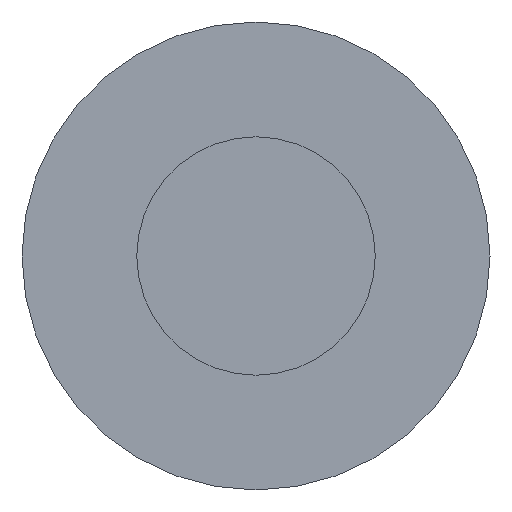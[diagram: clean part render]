
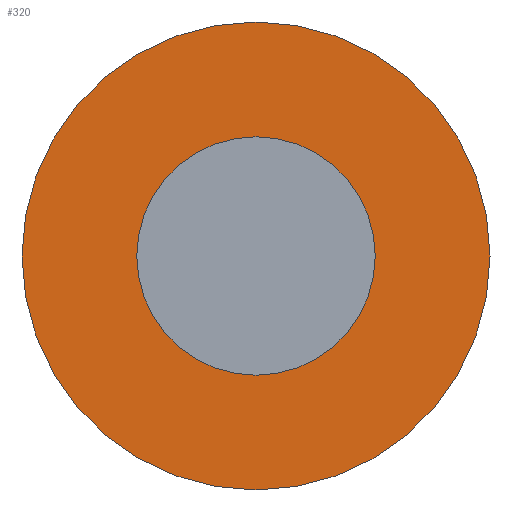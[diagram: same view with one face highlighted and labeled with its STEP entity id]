
A CAD part, front view. The second image highlights one B-rep face of the part: STEP entity #320.
In plain terms, the highlighted planar face has unit normal (0, -1, 0).
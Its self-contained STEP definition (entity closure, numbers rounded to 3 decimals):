
#11 = ORIENTED_EDGE ( 'NONE', *, *, #792, .F. ) ;
#27 = CARTESIAN_POINT ( 'NONE',  ( 47.982, 35.501, 27.049 ) ) ;
#31 = EDGE_CURVE ( 'NONE', #721, #633, #537, .T. ) ;
#124 = EDGE_LOOP ( 'NONE', ( #411, #11 ) ) ;
#125 = CARTESIAN_POINT ( 'NONE',  ( 47.982, 35.501, 31.786 ) ) ;
#173 = FACE_BOUND ( 'NONE', #124, .T. ) ;
#177 = AXIS2_PLACEMENT_3D ( 'NONE', #805, #246, #656 ) ;
#194 = DIRECTION ( 'NONE',  ( 0., -1., 0. ) ) ;
#217 = ORIENTED_EDGE ( 'NONE', *, *, #658, .T. ) ;
#221 = AXIS2_PLACEMENT_3D ( 'NONE', #395, #888, #595 ) ;
#235 = CIRCLE ( 'NONE', #254, 2.413 ) ;
#246 = DIRECTION ( 'NONE',  ( 0., -1., 0. ) ) ;
#254 = AXIS2_PLACEMENT_3D ( 'NONE', #125, #194, #316 ) ;
#293 = CARTESIAN_POINT ( 'NONE',  ( 47.982, 35.501, 31.786 ) ) ;
#316 = DIRECTION ( 'NONE',  ( 0., 0., -1. ) ) ;
#320 = ADVANCED_FACE ( 'F3', ( #173, #589 ), #442, .T. ) ;
#343 = VERTEX_POINT ( 'NONE', #525 ) ;
#395 = CARTESIAN_POINT ( 'NONE',  ( 47.982, 35.501, 31.786 ) ) ;
#396 = DIRECTION ( 'NONE',  ( 0., -1., 0. ) ) ;
#401 = DIRECTION ( 'NONE',  ( 0., 0., -1. ) ) ;
#411 = ORIENTED_EDGE ( 'NONE', *, *, #724, .F. ) ;
#421 = CARTESIAN_POINT ( 'NONE',  ( 47.982, 35.501, 29.373 ) ) ;
#442 = PLANE ( 'NONE',  #177 ) ;
#444 = DIRECTION ( 'NONE',  ( 0., 0., -1. ) ) ;
#461 = EDGE_LOOP ( 'NONE', ( #217, #753 ) ) ;
#492 = AXIS2_PLACEMENT_3D ( 'NONE', #896, #396, #401 ) ;
#503 = VERTEX_POINT ( 'NONE', #421 ) ;
#525 = CARTESIAN_POINT ( 'NONE',  ( 47.982, 35.501, 34.199 ) ) ;
#537 = CIRCLE ( 'NONE', #492, 4.737 ) ;
#589 = FACE_OUTER_BOUND ( 'NONE', #461, .T. ) ;
#591 = CARTESIAN_POINT ( 'NONE',  ( 47.982, 35.501, 36.523 ) ) ;
#595 = DIRECTION ( 'NONE',  ( 0., 0., -1. ) ) ;
#602 = CIRCLE ( 'NONE', #221, 2.413 ) ;
#633 = VERTEX_POINT ( 'NONE', #27 ) ;
#656 = DIRECTION ( 'NONE',  ( 1., 0., 0. ) ) ;
#658 = EDGE_CURVE ( 'NONE', #633, #721, #714, .T. ) ;
#714 = CIRCLE ( 'NONE', #789, 4.737 ) ;
#721 = VERTEX_POINT ( 'NONE', #591 ) ;
#724 = EDGE_CURVE ( 'NONE', #503, #343, #235, .T. ) ;
#753 = ORIENTED_EDGE ( 'NONE', *, *, #31, .T. ) ;
#789 = AXIS2_PLACEMENT_3D ( 'NONE', #293, #868, #444 ) ;
#792 = EDGE_CURVE ( 'NONE', #343, #503, #602, .T. ) ;
#805 = CARTESIAN_POINT ( 'NONE',  ( 42.771, 35.501, 26.576 ) ) ;
#868 = DIRECTION ( 'NONE',  ( 0., -1., 0. ) ) ;
#888 = DIRECTION ( 'NONE',  ( 0., -1., 0. ) ) ;
#896 = CARTESIAN_POINT ( 'NONE',  ( 47.982, 35.501, 31.786 ) ) ;
